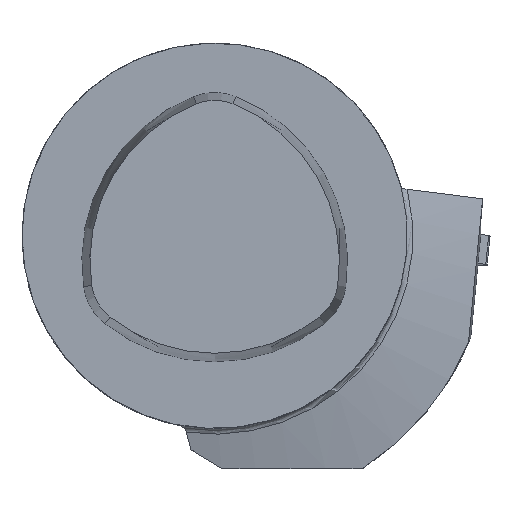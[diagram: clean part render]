
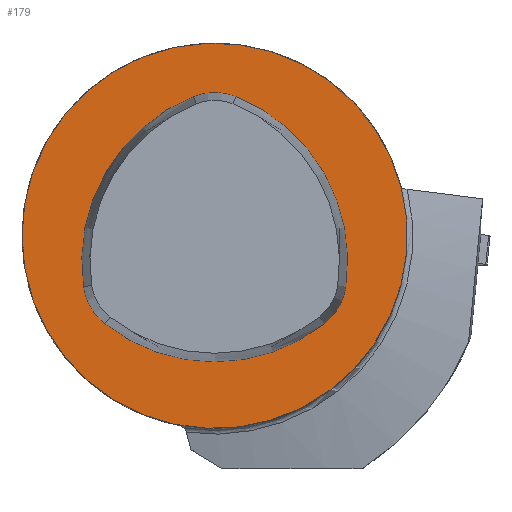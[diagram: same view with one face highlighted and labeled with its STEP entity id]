
A CAD part, top view. The second image highlights one B-rep face of the part: STEP entity #179.
In plain terms, the highlighted planar face has unit normal (0, 0, 1).
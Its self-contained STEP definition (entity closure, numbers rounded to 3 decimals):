
#112=FACE_BOUND('',#292,.T.);
#113=FACE_BOUND('',#293,.T.);
#139=PLANE('',#1082);
#179=ADVANCED_FACE('',(#112,#113),#139,.T.);
#292=EDGE_LOOP('',(#599));
#293=EDGE_LOOP('',(#600,#601,#602,#603,#604,#605));
#476=CIRCLE('',#1056,31.5);
#484=CIRCLE('',#1076,29.);
#485=CIRCLE('',#1077,9.4);
#486=CIRCLE('',#1078,29.);
#487=CIRCLE('',#1079,9.4);
#488=CIRCLE('',#1080,29.);
#489=CIRCLE('',#1081,9.4);
#599=ORIENTED_EDGE('',*,*,#878,.T.);
#600=ORIENTED_EDGE('',*,*,#905,.F.);
#601=ORIENTED_EDGE('',*,*,#906,.F.);
#602=ORIENTED_EDGE('',*,*,#907,.F.);
#603=ORIENTED_EDGE('',*,*,#908,.F.);
#604=ORIENTED_EDGE('',*,*,#909,.F.);
#605=ORIENTED_EDGE('',*,*,#910,.F.);
#786=VERTEX_POINT('',#1544);
#807=VERTEX_POINT('',#1639);
#808=VERTEX_POINT('',#1640);
#809=VERTEX_POINT('',#1642);
#810=VERTEX_POINT('',#1644);
#811=VERTEX_POINT('',#1646);
#812=VERTEX_POINT('',#1648);
#878=EDGE_CURVE('',#786,#786,#476,.T.);
#905=EDGE_CURVE('',#807,#808,#484,.T.);
#906=EDGE_CURVE('',#809,#807,#485,.T.);
#907=EDGE_CURVE('',#810,#809,#486,.T.);
#908=EDGE_CURVE('',#811,#810,#487,.T.);
#909=EDGE_CURVE('',#812,#811,#488,.T.);
#910=EDGE_CURVE('',#808,#812,#489,.T.);
#1056=AXIS2_PLACEMENT_3D('',#1543,#1215,#1216);
#1076=AXIS2_PLACEMENT_3D('',#1638,#1264,#1265);
#1077=AXIS2_PLACEMENT_3D('',#1641,#1266,#1267);
#1078=AXIS2_PLACEMENT_3D('',#1643,#1268,#1269);
#1079=AXIS2_PLACEMENT_3D('',#1645,#1270,#1271);
#1080=AXIS2_PLACEMENT_3D('',#1647,#1272,#1273);
#1081=AXIS2_PLACEMENT_3D('',#1649,#1274,#1275);
#1082=AXIS2_PLACEMENT_3D('',#1650,#1276,#1277);
#1215=DIRECTION('',(0.,0.,1.));
#1216=DIRECTION('',(-1.,0.,0.));
#1264=DIRECTION('',(0.,0.,1.));
#1265=DIRECTION('',(-1.,0.,0.));
#1266=DIRECTION('',(0.,0.,1.));
#1267=DIRECTION('',(-1.,0.,0.));
#1268=DIRECTION('',(0.,0.,1.));
#1269=DIRECTION('',(-1.,0.,0.));
#1270=DIRECTION('',(0.,0.,1.));
#1271=DIRECTION('',(-1.,0.,0.));
#1272=DIRECTION('',(0.,0.,1.));
#1273=DIRECTION('',(-1.,0.,0.));
#1274=DIRECTION('',(0.,0.,1.));
#1275=DIRECTION('',(-1.,0.,0.));
#1276=DIRECTION('',(0.,0.,1.));
#1277=DIRECTION('',(1.,0.,0.));
#1543=CARTESIAN_POINT('',(0.,0.,0.));
#1544=CARTESIAN_POINT('',(-31.5,0.,0.));
#1638=CARTESIAN_POINT('',(-7.275,-4.2,0.));
#1639=CARTESIAN_POINT('',(21.428,-8.343,0.));
#1640=CARTESIAN_POINT('',(3.489,22.729,0.));
#1641=CARTESIAN_POINT('',(12.124,-7.,0.));
#1642=CARTESIAN_POINT('',(17.939,-14.386,0.));
#1643=CARTESIAN_POINT('',(0.,8.4,0.));
#1644=CARTESIAN_POINT('',(-17.939,-14.386,0.));
#1645=CARTESIAN_POINT('',(-12.124,-7.,0.));
#1646=CARTESIAN_POINT('',(-21.428,-8.343,0.));
#1647=CARTESIAN_POINT('',(7.275,-4.2,0.));
#1648=CARTESIAN_POINT('',(-3.489,22.729,0.));
#1649=CARTESIAN_POINT('',(0.,14.,0.));
#1650=CARTESIAN_POINT('',(0.,0.,0.));
